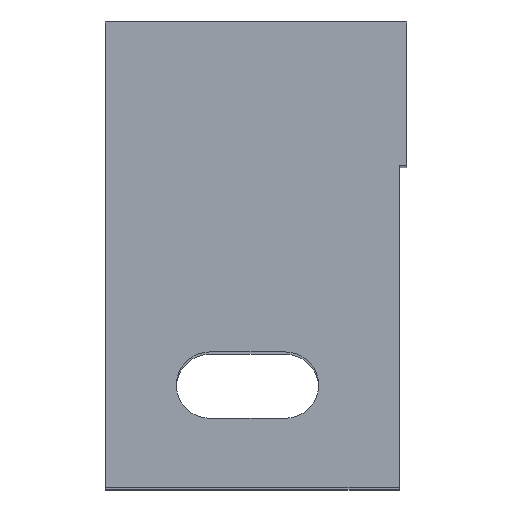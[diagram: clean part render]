
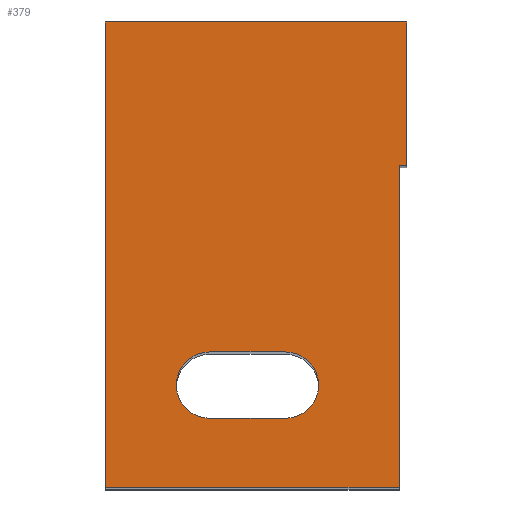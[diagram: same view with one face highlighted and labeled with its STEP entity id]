
A CAD part, top view. The second image highlights one B-rep face of the part: STEP entity #379.
In plain terms, the highlighted planar face has unit normal (0, 0, 1).
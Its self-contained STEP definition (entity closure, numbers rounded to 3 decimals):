
#2 = ORIENTED_EDGE ( 'NONE', *, *, #537, .T. ) ;
#24 = CIRCLE ( 'NONE', #655, 3.5 ) ;
#26 = EDGE_LOOP ( 'NONE', ( #385, #343, #670, #507 ) ) ;
#51 = PLANE ( 'NONE',  #650 ) ;
#55 = LINE ( 'NONE', #273, #199 ) ;
#62 = LINE ( 'NONE', #353, #740 ) ;
#78 = VECTOR ( 'NONE', #202, 1000. ) ;
#97 = CARTESIAN_POINT ( 'NONE',  ( 1492.5, -1., 149.8 ) ) ;
#114 = EDGE_CURVE ( 'NONE', #381, #235, #263, .T. ) ;
#116 = FACE_OUTER_BOUND ( 'NONE', #735, .T. ) ;
#140 = DIRECTION ( 'NONE',  ( 0., 1., 0. ) ) ;
#156 = DIRECTION ( 'NONE',  ( 1., 0., 0. ) ) ;
#170 = CARTESIAN_POINT ( 'NONE',  ( 1462.5, -48.3, 149.8 ) ) ;
#178 = VECTOR ( 'NONE', #352, 1000. ) ;
#184 = VERTEX_POINT ( 'NONE', #741 ) ;
#191 = VECTOR ( 'NONE', #517, 1000. ) ;
#199 = VECTOR ( 'NONE', #140, 1000. ) ;
#200 = LINE ( 'NONE', #323, #78 ) ;
#202 = DIRECTION ( 'NONE',  ( 0., 1., 0. ) ) ;
#225 = ORIENTED_EDGE ( 'NONE', *, *, #283, .F. ) ;
#235 = VERTEX_POINT ( 'NONE', #466 ) ;
#257 = CIRCLE ( 'NONE', #656, 3.5 ) ;
#259 = LINE ( 'NONE', #676, #612 ) ;
#260 = LINE ( 'NONE', #272, #191 ) ;
#263 = LINE ( 'NONE', #691, #178 ) ;
#264 = CARTESIAN_POINT ( 'NONE',  ( 1481.5, -41., 149.8 ) ) ;
#272 = CARTESIAN_POINT ( 'NONE',  ( 1494.3, -1.5, 149.8 ) ) ;
#273 = CARTESIAN_POINT ( 'NONE',  ( 1462.5, -1., 149.8 ) ) ;
#276 = DIRECTION ( 'NONE',  ( 1., 0., 0. ) ) ;
#280 = EDGE_CURVE ( 'NONE', #756, #313, #55, .T. ) ;
#283 = EDGE_CURVE ( 'NONE', #184, #756, #369, .T. ) ;
#284 = EDGE_CURVE ( 'NONE', #743, #540, #259, .T. ) ;
#290 = DIRECTION ( 'NONE',  ( 0., 0., 1. ) ) ;
#313 = VERTEX_POINT ( 'NONE', #648 ) ;
#323 = CARTESIAN_POINT ( 'NONE',  ( 1493.5, -48.3, 149.8 ) ) ;
#337 = CARTESIAN_POINT ( 'NONE',  ( 1473.5, -37.5, 149.8 ) ) ;
#343 = ORIENTED_EDGE ( 'NONE', *, *, #373, .F. ) ;
#352 = DIRECTION ( 'NONE',  ( -1., 0., 0. ) ) ;
#353 = CARTESIAN_POINT ( 'NONE',  ( 1481.5, -34., 149.8 ) ) ;
#369 = LINE ( 'NONE', #461, #418 ) ;
#371 = EDGE_CURVE ( 'NONE', #540, #492, #24, .T. ) ;
#373 = EDGE_CURVE ( 'NONE', #492, #454, #62, .T. ) ;
#379 = ADVANCED_FACE ( 'NONE', ( #639, #116 ), #51, .T. ) ;
#381 = VERTEX_POINT ( 'NONE', #479 ) ;
#385 = ORIENTED_EDGE ( 'NONE', *, *, #432, .F. ) ;
#399 = CARTESIAN_POINT ( 'NONE',  ( 1473.5, -34., 149.8 ) ) ;
#415 = ORIENTED_EDGE ( 'NONE', *, *, #114, .F. ) ;
#418 = VECTOR ( 'NONE', #739, 1000. ) ;
#432 = EDGE_CURVE ( 'NONE', #454, #743, #257, .T. ) ;
#454 = VERTEX_POINT ( 'NONE', #399 ) ;
#458 = ORIENTED_EDGE ( 'NONE', *, *, #475, .T. ) ;
#461 = CARTESIAN_POINT ( 'NONE',  ( 1492.5, -48.3, 149.8 ) ) ;
#466 = CARTESIAN_POINT ( 'NONE',  ( 1493.5, -14.3, 149.8 ) ) ;
#469 = EDGE_CURVE ( 'NONE', #557, #381, #260, .T. ) ;
#470 = LINE ( 'NONE', #736, #749 ) ;
#475 = EDGE_CURVE ( 'NONE', #557, #313, #470, .T. ) ;
#479 = CARTESIAN_POINT ( 'NONE',  ( 1494.3, -14.3, 149.8 ) ) ;
#492 = VERTEX_POINT ( 'NONE', #512 ) ;
#507 = ORIENTED_EDGE ( 'NONE', *, *, #284, .F. ) ;
#512 = CARTESIAN_POINT ( 'NONE',  ( 1481.5, -34., 149.8 ) ) ;
#517 = DIRECTION ( 'NONE',  ( 0., -1., 0. ) ) ;
#533 = ORIENTED_EDGE ( 'NONE', *, *, #469, .F. ) ;
#537 = EDGE_CURVE ( 'NONE', #184, #235, #200, .T. ) ;
#540 = VERTEX_POINT ( 'NONE', #264 ) ;
#557 = VERTEX_POINT ( 'NONE', #561 ) ;
#561 = CARTESIAN_POINT ( 'NONE',  ( 1494.3, 0.8, 149.8 ) ) ;
#572 = DIRECTION ( 'NONE',  ( 0., 0., 1. ) ) ;
#582 = CARTESIAN_POINT ( 'NONE',  ( 1481.5, -37.5, 149.8 ) ) ;
#599 = CARTESIAN_POINT ( 'NONE',  ( 1473.5, -41., 149.8 ) ) ;
#612 = VECTOR ( 'NONE', #660, 1000. ) ;
#636 = ORIENTED_EDGE ( 'NONE', *, *, #280, .F. ) ;
#639 = FACE_BOUND ( 'NONE', #26, .T. ) ;
#648 = CARTESIAN_POINT ( 'NONE',  ( 1462.5, 0.8, 149.8 ) ) ;
#650 = AXIS2_PLACEMENT_3D ( 'NONE', #97, #748, #688 ) ;
#655 = AXIS2_PLACEMENT_3D ( 'NONE', #582, #290, #156 ) ;
#656 = AXIS2_PLACEMENT_3D ( 'NONE', #337, #572, #276 ) ;
#660 = DIRECTION ( 'NONE',  ( 1., 0., 0. ) ) ;
#670 = ORIENTED_EDGE ( 'NONE', *, *, #371, .F. ) ;
#675 = DIRECTION ( 'NONE',  ( -1., 0., 0. ) ) ;
#676 = CARTESIAN_POINT ( 'NONE',  ( 1473.5, -41., 149.8 ) ) ;
#688 = DIRECTION ( 'NONE',  ( 0., -1., 0. ) ) ;
#691 = CARTESIAN_POINT ( 'NONE',  ( 1494.3, -14.3, 149.8 ) ) ;
#735 = EDGE_LOOP ( 'NONE', ( #636, #225, #2, #415, #533, #458 ) ) ;
#736 = CARTESIAN_POINT ( 'NONE',  ( 1493.5, 0.8, 149.8 ) ) ;
#739 = DIRECTION ( 'NONE',  ( -1., 0., 0. ) ) ;
#740 = VECTOR ( 'NONE', #753, 1000. ) ;
#741 = CARTESIAN_POINT ( 'NONE',  ( 1493.5, -48.3, 149.8 ) ) ;
#743 = VERTEX_POINT ( 'NONE', #599 ) ;
#748 = DIRECTION ( 'NONE',  ( 0., 0., 1. ) ) ;
#749 = VECTOR ( 'NONE', #675, 1000. ) ;
#753 = DIRECTION ( 'NONE',  ( -1., 0., 0. ) ) ;
#756 = VERTEX_POINT ( 'NONE', #170 ) ;
